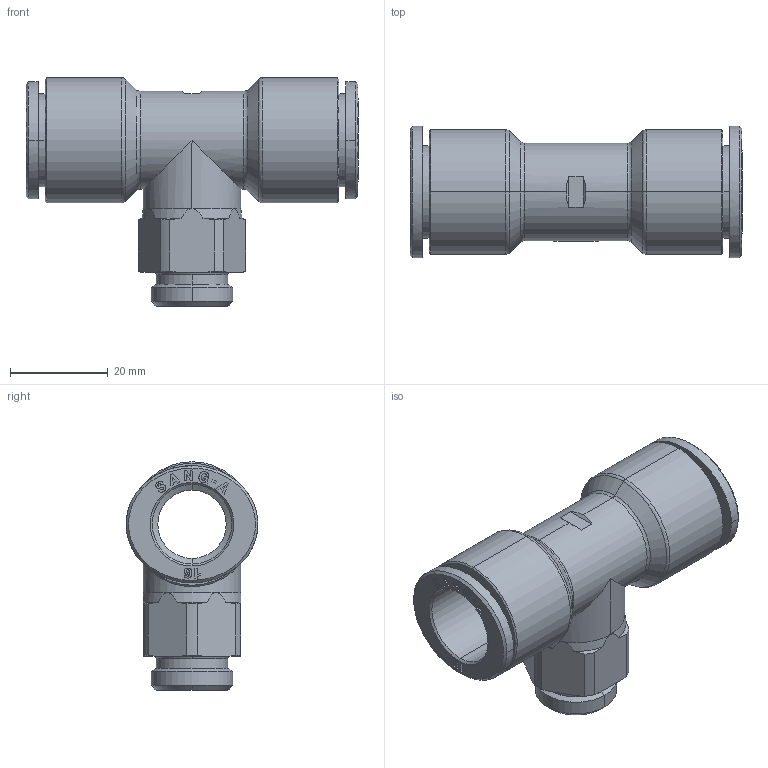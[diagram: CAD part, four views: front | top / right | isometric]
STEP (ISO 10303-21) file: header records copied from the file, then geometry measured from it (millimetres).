
FILE_DESCRIPTION (( 'STEP AP214' ), '1' );
FILE_NAME ('PT16-G03.stp', '2015-10-15T07:46:49', ( '' ), ( '' ), 'SwSTEP 2.0', 'SolidWorks 2015', '' );
FILE_SCHEMA (( 'AUTOMOTIVE_DESIGN' ));
Length unit declared in the file: millimetre
Products named in the file (2): PT16-G03; ｦ+ﾃｦ1
Assembly tree (1 placements, depth 2):
  PT16-G03
    ｦ+ﾃｦ1
Bounding box: 68 x 27 x 46.8 mm (x, y, z)
Volume: 21803.5 mm3; surface area: 12270 mm2
Topology: 1 solids, 1 shells, 537 faces, 1481 edges, 973 vertices
Faces by surface type: plane 374, bspline 64, cylinder 48, cone 47, torus 4
Entity records: 20007 total; most frequent: CARTESIAN_POINT 5937, ORIENTED_EDGE 2958, DIRECTION 2407, EDGE_CURVE 1479, LINE 1137, VECTOR 1137, VERTEX_POINT 973, AXIS2_PLACEMENT_3D 635
